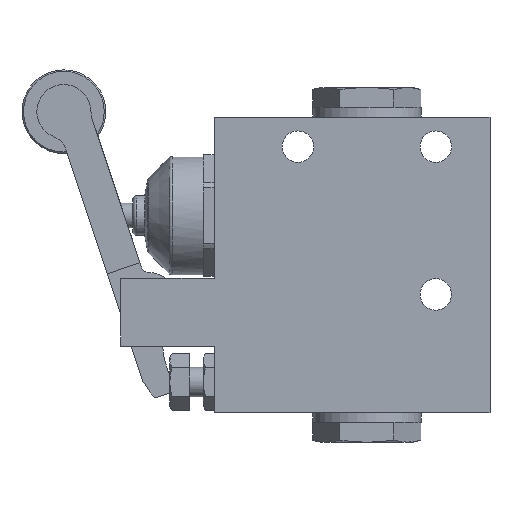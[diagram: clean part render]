
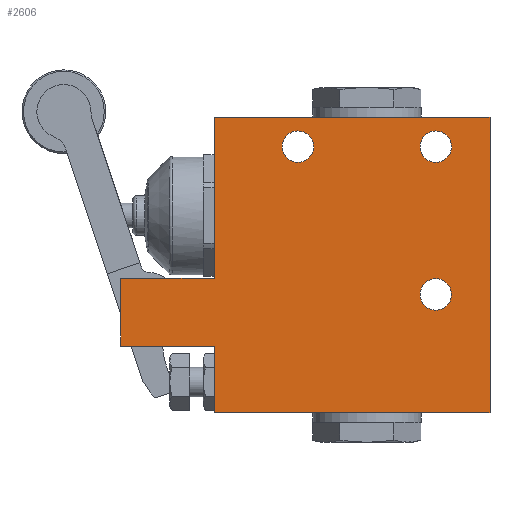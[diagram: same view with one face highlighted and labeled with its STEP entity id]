
A CAD part, left-side view. The second image highlights one B-rep face of the part: STEP entity #2606.
In plain terms, the highlighted planar face has unit normal (-1, 0, 0).
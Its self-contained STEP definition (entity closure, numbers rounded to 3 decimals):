
#218=LINE('',#4116,#391);
#226=LINE('',#4134,#399);
#233=LINE('',#4145,#406);
#239=LINE('',#4162,#412);
#242=LINE('',#4170,#415);
#247=LINE('',#4191,#420);
#248=LINE('',#4193,#421);
#249=LINE('',#4195,#422);
#391=VECTOR('',#3257,1000.);
#399=VECTOR('',#3269,1000.);
#406=VECTOR('',#3280,1000.);
#412=VECTOR('',#3294,1000.);
#415=VECTOR('',#3301,1000.);
#420=VECTOR('',#3322,1000.);
#421=VECTOR('',#3323,1000.);
#422=VECTOR('',#3324,1000.);
#683=ORIENTED_EDGE('',*,*,#1396,.T.);
#684=ORIENTED_EDGE('',*,*,#1397,.T.);
#685=ORIENTED_EDGE('',*,*,#1398,.T.);
#686=ORIENTED_EDGE('',*,*,#1359,.F.);
#687=ORIENTED_EDGE('',*,*,#1368,.F.);
#688=ORIENTED_EDGE('',*,*,#1388,.F.);
#689=ORIENTED_EDGE('',*,*,#1384,.F.);
#690=ORIENTED_EDGE('',*,*,#1376,.F.);
#691=ORIENTED_EDGE('',*,*,#1399,.F.);
#692=ORIENTED_EDGE('',*,*,#1400,.F.);
#693=ORIENTED_EDGE('',*,*,#1401,.T.);
#1359=EDGE_CURVE('',#1713,#1714,#218,.T.);
#1368=EDGE_CURVE('',#1721,#1713,#226,.T.);
#1376=EDGE_CURVE('',#1724,#1725,#233,.T.);
#1384=EDGE_CURVE('',#1725,#1731,#239,.T.);
#1388=EDGE_CURVE('',#1731,#1721,#242,.T.);
#1396=EDGE_CURVE('',#1739,#1739,#1926,.T.);
#1397=EDGE_CURVE('',#1740,#1740,#1927,.T.);
#1398=EDGE_CURVE('',#1741,#1741,#1928,.T.);
#1399=EDGE_CURVE('',#1742,#1724,#247,.T.);
#1400=EDGE_CURVE('',#1743,#1742,#248,.T.);
#1401=EDGE_CURVE('',#1743,#1714,#249,.T.);
#1713=VERTEX_POINT('',#4115);
#1714=VERTEX_POINT('',#4117);
#1721=VERTEX_POINT('',#4133);
#1724=VERTEX_POINT('',#4146);
#1725=VERTEX_POINT('',#4147);
#1731=VERTEX_POINT('',#4163);
#1739=VERTEX_POINT('',#4186);
#1740=VERTEX_POINT('',#4188);
#1741=VERTEX_POINT('',#4190);
#1742=VERTEX_POINT('',#4192);
#1743=VERTEX_POINT('',#4194);
#1926=CIRCLE('',#2843,3.2);
#1927=CIRCLE('',#2844,3.2);
#1928=CIRCLE('',#2845,3.2);
#2055=EDGE_LOOP('',(#683));
#2056=EDGE_LOOP('',(#684));
#2057=EDGE_LOOP('',(#685));
#2058=EDGE_LOOP('',(#686,#687,#688,#689,#690,#691,#692,#693));
#2292=FACE_BOUND('',#2055,.T.);
#2293=FACE_BOUND('',#2056,.T.);
#2294=FACE_BOUND('',#2057,.T.);
#2295=FACE_BOUND('',#2058,.T.);
#2500=PLANE('',#2842);
#2606=ADVANCED_FACE('',(#2292,#2293,#2294,#2295),#2500,.F.);
#2842=AXIS2_PLACEMENT_3D('',#4184,#3314,#3315);
#2843=AXIS2_PLACEMENT_3D('',#4185,#3316,#3317);
#2844=AXIS2_PLACEMENT_3D('',#4187,#3318,#3319);
#2845=AXIS2_PLACEMENT_3D('',#4189,#3320,#3321);
#3257=DIRECTION('',(0.,0.,1.));
#3269=DIRECTION('',(0.,1.,0.));
#3280=DIRECTION('',(0.,0.,1.));
#3294=DIRECTION('',(0.,-1.,0.));
#3301=DIRECTION('',(0.,0.,-1.));
#3314=DIRECTION('',(1.,0.,0.));
#3315=DIRECTION('',(0.,0.,-1.));
#3316=DIRECTION('',(1.,0.,0.));
#3317=DIRECTION('',(0.,0.,-1.));
#3318=DIRECTION('',(1.,0.,0.));
#3319=DIRECTION('',(0.,0.,-1.));
#3320=DIRECTION('',(1.,0.,0.));
#3321=DIRECTION('',(0.,0.,-1.));
#3322=DIRECTION('',(0.,-1.,0.));
#3323=DIRECTION('',(0.,0.,1.));
#3324=DIRECTION('',(0.,-1.,0.));
#4115=CARTESIAN_POINT('',(-12.5,56.,-30.));
#4116=CARTESIAN_POINT('',(-12.5,56.,-30.));
#4117=CARTESIAN_POINT('',(-12.5,56.,-16.5));
#4133=CARTESIAN_POINT('',(-12.5,0.,-30.));
#4134=CARTESIAN_POINT('',(-12.5,0.,-30.));
#4145=CARTESIAN_POINT('',(-12.5,56.,-30.));
#4146=CARTESIAN_POINT('',(-12.5,56.,-2.7));
#4147=CARTESIAN_POINT('',(-12.5,56.,30.));
#4162=CARTESIAN_POINT('',(-12.5,56.,30.));
#4163=CARTESIAN_POINT('',(-12.5,0.,30.));
#4170=CARTESIAN_POINT('',(-12.5,0.,30.));
#4184=CARTESIAN_POINT('',(-12.5,0.,0.));
#4185=CARTESIAN_POINT('',(-12.5,39.,24.));
#4186=CARTESIAN_POINT('',(-12.5,39.,20.8));
#4187=CARTESIAN_POINT('',(-12.5,11.,-6.));
#4188=CARTESIAN_POINT('',(-12.5,11.,-9.2));
#4189=CARTESIAN_POINT('',(-12.5,11.,24.));
#4190=CARTESIAN_POINT('',(-12.5,11.,20.8));
#4191=CARTESIAN_POINT('',(-12.5,75.,-2.7));
#4192=CARTESIAN_POINT('',(-12.5,75.,-2.7));
#4193=CARTESIAN_POINT('',(-12.5,75.,-16.5));
#4194=CARTESIAN_POINT('',(-12.5,75.,-16.5));
#4195=CARTESIAN_POINT('',(-12.5,75.,-16.5));
